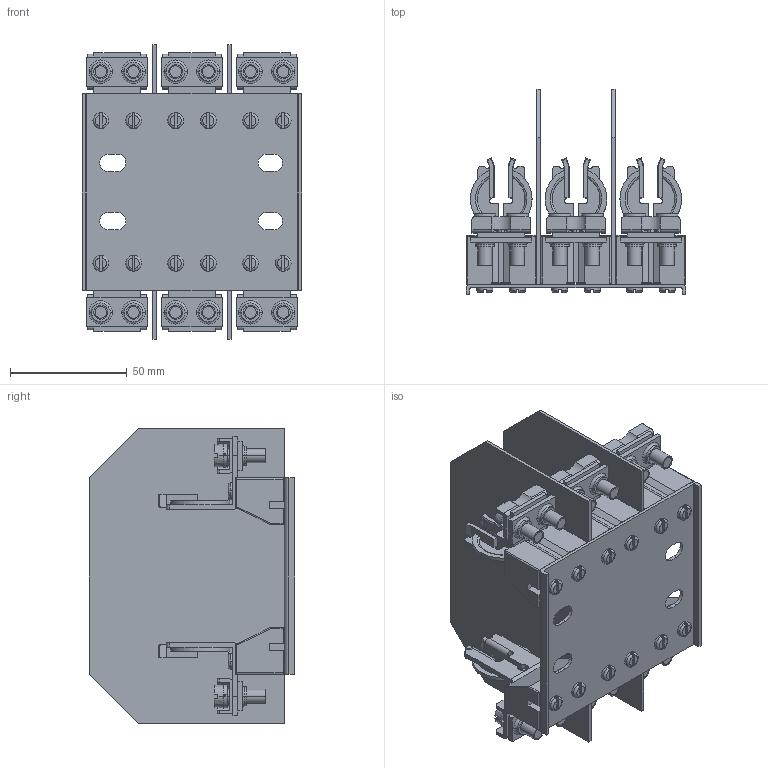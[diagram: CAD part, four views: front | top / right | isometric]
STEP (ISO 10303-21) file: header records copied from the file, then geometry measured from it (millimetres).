
FILE_DESCRIPTION((''),'2;1');
FILE_NAME('004132100_PK_00_M8_M8_3P_S_ASM','2023-10-23T07:23:03',('klemen.sitar'),('Audax d.o.o.'),'CREO PARAMETRIC BY PTC INC, 2021304','CREO PARAMETRIC BY PTC INC, 2021304','');
FILE_SCHEMA(('AP242_MANAGED_MODEL_BASED_3D_ENGINEERING_MIM_LF { 1 0 10303 442 1 1 4 }'));
Products named in the file (28): PRT0002; 0000030997_1_1_1_1_2_1_1; 0000046517_1_1_1_1_1; 0000031008_AF0_1_1_2_3_4_1_1__1; 0000031008_AF1_1_1_1_1_2_1_1; 0000031022_1_1_1_1_2_1_1; 0000031005_1_1_1_1_1; 0000031003_1_1_1_1_1; 0000032833_1_1_1_1_1; 0000046562_1_1_1_1_1; 0000046571_ASM_1_ASM_1_1_ASM_1__ASM; 2M6_1_ASM_1_ASM_1_ASM; 004129010_ZP_PT_00-1_ASM_1_AS_1; ASM0002_ASM_1_1_ASM_1_ASM_1_1; 004129020_PZP_PT_00-1_ASM_1_A_1; PLASTIK_FANTASTIK_ASM_1_ASM_1_1_ASM; 004123000_PK00_M8-M8_1P_S_-50_1_ASM; P_ART_ASM_1_1_ASM; PRT0006_1_1; PRT0004_1_1_2_1_1_1; PRT0004_1_1_2_2_1_1; PRT0004_1_1_2_3_1_1; PRT0004_1_1_2_ASM_1_1_ASM; ASM0002_ASM_1_1_2_ASM_1_1_ASM; ASM0003_ASM_1_1_ASM; 004123000_PK00_M8-M8_1P_S-16320_ASM; 004132101_PK_00_2M6_2M6_3P_S_ASM; 004132100_PK_00_M8_M8_3P_S_ASM
Assembly tree (42 placements, depth 8):
  004132100_PK_00_M8_M8_3P_S_ASM
    PRT0002  x2
    004132101_PK_00_2M6_2M6_3P_S_ASM
      004123000_PK00_M8-M8_1P_S-16320_ASM
        P_ART_ASM_1_1_ASM  x3
          004123000_PK00_M8-M8_1P_S_-50_1_ASM
            0000030997_1_1_1_1_2_1_1  x2
            0000046517_1_1_1_1_1  x2
            0000031008_AF0_1_1_2_3_4_1_1__1
            0000031008_AF1_1_1_1_1_2_1_1
            0000031022_1_1_1_1_2_1_1  x8
            2M6_1_ASM_1_ASM_1_ASM
              0000046571_ASM_1_ASM_1_1_ASM_1__ASM  x2
                0000031005_1_1_1_1_1
                0000031003_1_1_1_1_1
                0000032833_1_1_1_1_1
                0000046562_1_1_1_1_1
            PLASTIK_FANTASTIK_ASM_1_ASM_1_1_ASM
              004129010_ZP_PT_00-1_ASM_1_AS_1
              ASM0002_ASM_1_1_ASM_1_ASM_1_1
              004129020_PZP_PT_00-1_ASM_1_A_1
        PRT0006_1_1
        ASM0003_ASM_1_1_ASM
          ASM0002_ASM_1_1_2_ASM_1_1_ASM
            PRT0004_1_1_2_ASM_1_1_ASM
              PRT0004_1_1_2_1_1_1
              PRT0004_1_1_2_2_1_1
              PRT0004_1_1_2_3_1_1
Bounding box: 94.01 x 88 x 126 mm (x, y, z)
Volume: 139066.9 mm3; surface area: 133368 mm2
Topology: 84 solids, 120 shells, 2347 faces, 6821 edges, 4609 vertices
Faces by surface type: plane 1187, cylinder 746, torus 210, cone 96, bspline 84, sphere 24
Entity records: 21917 total; most frequent: CARTESIAN_POINT 3807, DIRECTION 2501, ORIENTED_EDGE 2426, EDGE_CURVE 1219, AXIS2_PLACEMENT_3D 887, VERTEX_POINT 841, VECTOR 727, LINE 727
